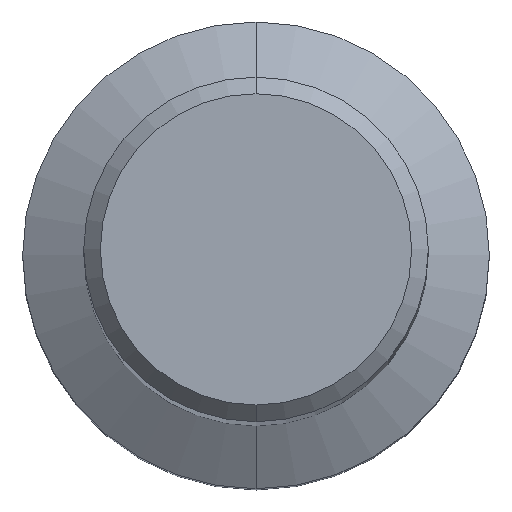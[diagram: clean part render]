
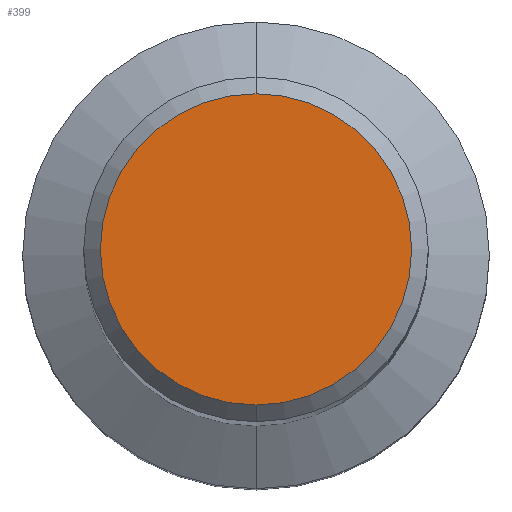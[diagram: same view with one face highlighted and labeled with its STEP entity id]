
A CAD part, top view. The second image highlights one B-rep face of the part: STEP entity #399.
In plain terms, the highlighted planar face has unit normal (0, 0, 1).
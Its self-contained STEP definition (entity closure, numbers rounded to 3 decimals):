
#259=VERTEX_POINT('',#650);
#279=EDGE_CURVE('',#557,#259,#670,.T.);
#301=EDGE_CURVE('',#259,#557,#694,.T.);
#399=ADVANCED_FACE('',(#803),#804,.T.);
#557=VERTEX_POINT('',#981);
#650=CARTESIAN_POINT('',(0.,-3.705,0.0));
#670=CIRCLE('',#1172,3.705);
#694=CIRCLE('',#1212,3.705);
#803=FACE_OUTER_BOUND('',#1393,.T.);
#804=PLANE('',#1394);
#981=CARTESIAN_POINT('',(0.0,3.705,0.0));
#1172=AXIS2_PLACEMENT_3D('',#1840,#1841,#1842);
#1212=AXIS2_PLACEMENT_3D('',#1866,#1867,#1868);
#1393=EDGE_LOOP('',(#2006,#2007));
#1394=AXIS2_PLACEMENT_3D('',#2008,#2009,#2010);
#1840=CARTESIAN_POINT('',(0.0,0.0,0.0));
#1841=DIRECTION('',(0.0,0.0,-1.0));
#1842=DIRECTION('',(0.0,1.0,0.0));
#1866=CARTESIAN_POINT('',(0.0,0.0,0.0));
#1867=DIRECTION('',(0.0,0.0,-1.0));
#1868=DIRECTION('',(0.0,1.0,0.0));
#2006=ORIENTED_EDGE('',*,*,#279,.F.);
#2007=ORIENTED_EDGE('',*,*,#301,.F.);
#2008=CARTESIAN_POINT('',(0.0,1.853,0.0));
#2009=DIRECTION('',(-0.0,0.0,1.0));
#2010=DIRECTION('',(0.0,-1.0,0.0));
